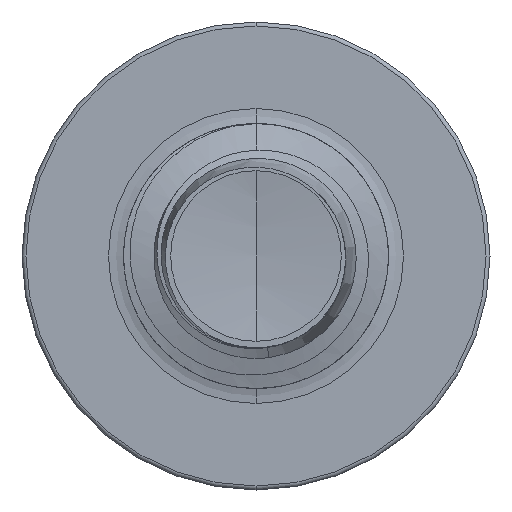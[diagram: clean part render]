
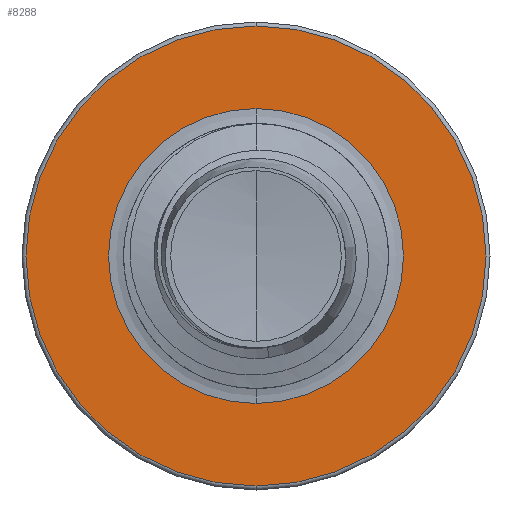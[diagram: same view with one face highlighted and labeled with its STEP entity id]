
A CAD part, front view. The second image highlights one B-rep face of the part: STEP entity #8288.
In plain terms, the highlighted planar face has unit normal (0, -1, 0).
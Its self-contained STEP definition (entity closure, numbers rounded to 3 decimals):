
#757 = CARTESIAN_POINT ( 'NONE',  ( 0., 5.5, -1.67 ) ) ;
#1247 = DIRECTION ( 'NONE',  ( 0., 0., 1. ) ) ;
#3096 = CIRCLE ( 'NONE', #7483, 2.605 ) ;
#3277 = EDGE_CURVE ( 'NONE', #10746, #13084, #7675, .T. ) ;
#3629 = CIRCLE ( 'NONE', #12840, 1.67 ) ;
#4375 = EDGE_CURVE ( 'NONE', #12413, #11425, #3096, .T. ) ;
#4480 = ORIENTED_EDGE ( 'NONE', *, *, #3277, .T. ) ;
#4752 = DIRECTION ( 'NONE',  ( 0., 0., 1. ) ) ;
#4770 = DIRECTION ( 'NONE',  ( 0., 1., 0. ) ) ;
#4784 = CARTESIAN_POINT ( 'NONE',  ( 0., 5.5, 0. ) ) ;
#4891 = CIRCLE ( 'NONE', #13531, 2.605 ) ;
#5117 = DIRECTION ( 'NONE',  ( 0., 1., 0. ) ) ;
#6024 = PLANE ( 'NONE',  #8758 ) ;
#7164 = DIRECTION ( 'NONE',  ( 0., 1., 0. ) ) ;
#7483 = AXIS2_PLACEMENT_3D ( 'NONE', #4784, #4770, #4752 ) ;
#7675 = CIRCLE ( 'NONE', #13004, 1.67 ) ;
#7896 = CARTESIAN_POINT ( 'NONE',  ( 0., 5.5, -1.67 ) ) ;
#8288 = ADVANCED_FACE ( 'NONE', ( #11854, #11789 ), #6024, .F. ) ;
#8469 = DIRECTION ( 'NONE',  ( 0., 1., 0. ) ) ;
#8758 = AXIS2_PLACEMENT_3D ( 'NONE', #757, #7164, #13874 ) ;
#8775 = ORIENTED_EDGE ( 'NONE', *, *, #9905, .T. ) ;
#8845 = CARTESIAN_POINT ( 'NONE',  ( 0., 5.5, 1.67 ) ) ;
#9565 = EDGE_LOOP ( 'NONE', ( #8775, #4480 ) ) ;
#9905 = EDGE_CURVE ( 'NONE', #13084, #10746, #3629, .T. ) ;
#9958 = EDGE_CURVE ( 'NONE', #11425, #12413, #4891, .T. ) ;
#10746 = VERTEX_POINT ( 'NONE', #7896 ) ;
#11261 = CARTESIAN_POINT ( 'NONE',  ( 0., 5.5, -2.605 ) ) ;
#11307 = CARTESIAN_POINT ( 'NONE',  ( 0., 5.5, 0. ) ) ;
#11425 = VERTEX_POINT ( 'NONE', #11261 ) ;
#11450 = EDGE_LOOP ( 'NONE', ( #11487, #12122 ) ) ;
#11487 = ORIENTED_EDGE ( 'NONE', *, *, #4375, .F. ) ;
#11789 = FACE_BOUND ( 'NONE', #9565, .T. ) ;
#11854 = FACE_OUTER_BOUND ( 'NONE', #11450, .T. ) ;
#12122 = ORIENTED_EDGE ( 'NONE', *, *, #9958, .F. ) ;
#12156 = DIRECTION ( 'NONE',  ( 0., 0., 1. ) ) ;
#12413 = VERTEX_POINT ( 'NONE', #13264 ) ;
#12840 = AXIS2_PLACEMENT_3D ( 'NONE', #11307, #5117, #12156 ) ;
#13004 = AXIS2_PLACEMENT_3D ( 'NONE', #13038, #13024, #13020 ) ;
#13020 = DIRECTION ( 'NONE',  ( 0., 0., 1. ) ) ;
#13024 = DIRECTION ( 'NONE',  ( 0., 1., 0. ) ) ;
#13038 = CARTESIAN_POINT ( 'NONE',  ( 0., 5.5, 0. ) ) ;
#13084 = VERTEX_POINT ( 'NONE', #8845 ) ;
#13264 = CARTESIAN_POINT ( 'NONE',  ( 0., 5.5, 2.605 ) ) ;
#13531 = AXIS2_PLACEMENT_3D ( 'NONE', #14168, #8469, #1247 ) ;
#13874 = DIRECTION ( 'NONE',  ( 0., 0., 1. ) ) ;
#14168 = CARTESIAN_POINT ( 'NONE',  ( 0., 5.5, 0. ) ) ;
